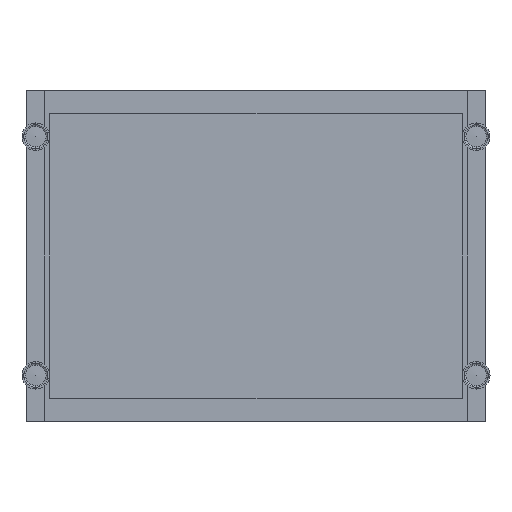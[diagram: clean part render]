
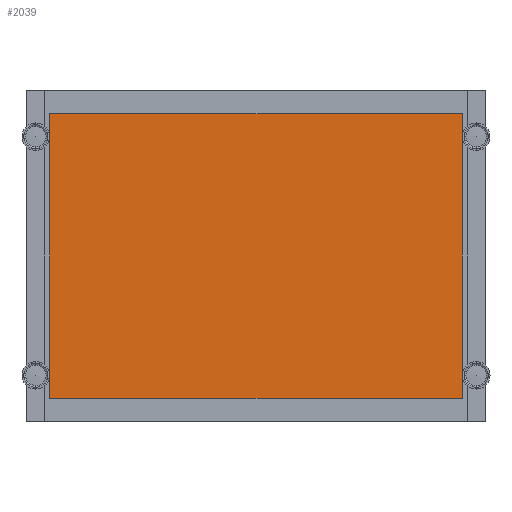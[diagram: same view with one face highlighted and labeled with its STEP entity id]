
A CAD part, front view. The second image highlights one B-rep face of the part: STEP entity #2039.
In plain terms, the highlighted planar face has unit normal (0, -1, 0).
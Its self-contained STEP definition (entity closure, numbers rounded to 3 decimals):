
#38 = DIRECTION ( 'NONE',  ( 0., 0., 1. ) ) ;
#91 = LINE ( 'NONE', #8505, #494 ) ;
#494 = VECTOR ( 'NONE', #38, 1000. ) ;
#1312 = CARTESIAN_POINT ( 'NONE',  ( 230., 0., 160. ) ) ;
#2039 = ADVANCED_FACE ( 'NONE', ( #9537 ), #2575, .T. ) ;
#2089 = VERTEX_POINT ( 'NONE', #2880 ) ;
#2575 = PLANE ( 'NONE',  #4929 ) ;
#2682 = CARTESIAN_POINT ( 'NONE',  ( -230., 0., -160. ) ) ;
#2880 = CARTESIAN_POINT ( 'NONE',  ( -230., 0., -160. ) ) ;
#2961 = ORIENTED_EDGE ( 'NONE', *, *, #4099, .F. ) ;
#3198 = CARTESIAN_POINT ( 'NONE',  ( 230., 0., 160. ) ) ;
#3340 = VERTEX_POINT ( 'NONE', #3553 ) ;
#3553 = CARTESIAN_POINT ( 'NONE',  ( 230., 0., -160. ) ) ;
#3789 = VERTEX_POINT ( 'NONE', #3198 ) ;
#4099 = EDGE_CURVE ( 'NONE', #3789, #3340, #4459, .T. ) ;
#4106 = DIRECTION ( 'NONE',  ( -1., 0., 0. ) ) ;
#4227 = ORIENTED_EDGE ( 'NONE', *, *, #9489, .F. ) ;
#4459 = LINE ( 'NONE', #1312, #9498 ) ;
#4634 = EDGE_CURVE ( 'NONE', #2089, #7334, #91, .T. ) ;
#4767 = DIRECTION ( 'NONE',  ( 0., -1., 0. ) ) ;
#4892 = EDGE_CURVE ( 'NONE', #7334, #3789, #8960, .T. ) ;
#4929 = AXIS2_PLACEMENT_3D ( 'NONE', #8620, #4767, #9587 ) ;
#5315 = EDGE_LOOP ( 'NONE', ( #2961, #5860, #5627, #4227 ) ) ;
#5627 = ORIENTED_EDGE ( 'NONE', *, *, #4634, .F. ) ;
#5860 = ORIENTED_EDGE ( 'NONE', *, *, #4892, .F. ) ;
#6016 = CARTESIAN_POINT ( 'NONE',  ( -230., 0., 160. ) ) ;
#6809 = DIRECTION ( 'NONE',  ( 0., 0., -1. ) ) ;
#7334 = VERTEX_POINT ( 'NONE', #7899 ) ;
#7899 = CARTESIAN_POINT ( 'NONE',  ( -230., 0., 160. ) ) ;
#8193 = DIRECTION ( 'NONE',  ( 1., 0., 0. ) ) ;
#8505 = CARTESIAN_POINT ( 'NONE',  ( -230., 0., 160. ) ) ;
#8620 = CARTESIAN_POINT ( 'NONE',  ( 0., 0., 0. ) ) ;
#8752 = VECTOR ( 'NONE', #8193, 1000. ) ;
#8832 = LINE ( 'NONE', #2682, #9549 ) ;
#8960 = LINE ( 'NONE', #6016, #8752 ) ;
#9489 = EDGE_CURVE ( 'NONE', #3340, #2089, #8832, .T. ) ;
#9498 = VECTOR ( 'NONE', #6809, 1000. ) ;
#9537 = FACE_OUTER_BOUND ( 'NONE', #5315, .T. ) ;
#9549 = VECTOR ( 'NONE', #4106, 1000. ) ;
#9587 = DIRECTION ( 'NONE',  ( 0., 0., -1. ) ) ;
